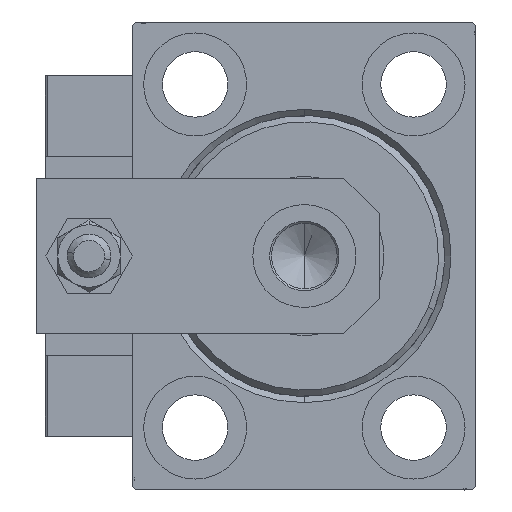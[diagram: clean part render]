
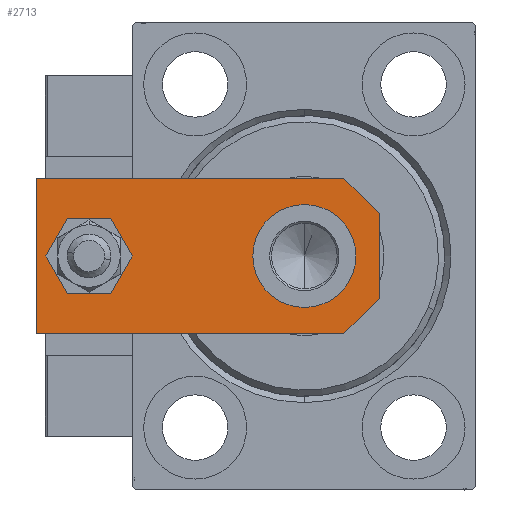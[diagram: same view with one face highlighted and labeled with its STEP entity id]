
A CAD part, left-side view. The second image highlights one B-rep face of the part: STEP entity #2713.
In plain terms, the highlighted face is planar.
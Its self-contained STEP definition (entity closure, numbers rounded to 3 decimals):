
#249 = VERTEX_POINT ( 'NONE', #18657 ) ;
#569 = VERTEX_POINT ( 'NONE', #16486 ) ;
#1739 = DIRECTION ( 'NONE',  ( 1., 0., 0. ) ) ;
#1902 = EDGE_CURVE ( 'NONE', #249, #39708, #16975, .T. ) ;
#2713 = ADVANCED_FACE ( 'NONE', ( #47560, #47063, #43435 ), #11560, .T. ) ;
#3070 = DIRECTION ( 'NONE',  ( 0., 0., 1. ) ) ;
#3737 = LINE ( 'NONE', #10769, #43960 ) ;
#4527 = AXIS2_PLACEMENT_3D ( 'NONE', #42680, #19615, #7660 ) ;
#4963 = LINE ( 'NONE', #20792, #37196 ) ;
#5218 = EDGE_CURVE ( 'NONE', #10346, #19182, #11295, .T. ) ;
#6333 = CARTESIAN_POINT ( 'NONE',  ( -3.42, -3.42, 6. ) ) ;
#6627 = CARTESIAN_POINT ( 'NONE',  ( -12.5, 55., 6. ) ) ;
#7660 = DIRECTION ( 'NONE',  ( 1., 0., 0. ) ) ;
#7877 = LINE ( 'NONE', #39258, #22851 ) ;
#8554 = ORIENTED_EDGE ( 'NONE', *, *, #14125, .F. ) ;
#8801 = AXIS2_PLACEMENT_3D ( 'NONE', #38593, #3070, #38089 ) ;
#10346 = VERTEX_POINT ( 'NONE', #36657 ) ;
#10769 = CARTESIAN_POINT ( 'NONE',  ( 3.42, -3.42, 6. ) ) ;
#10826 = DIRECTION ( 'NONE',  ( -1., 0., 0. ) ) ;
#11295 = CIRCLE ( 'NONE', #8801, 8.25 ) ;
#11475 = CIRCLE ( 'NONE', #43773, 8.25 ) ;
#11560 = PLANE ( 'NONE',  #4527 ) ;
#12324 = CARTESIAN_POINT ( 'NONE',  ( 12.5, 5.66, 6. ) ) ;
#12576 = ORIENTED_EDGE ( 'NONE', *, *, #30162, .T. ) ;
#12669 = DIRECTION ( 'NONE',  ( 0., 0., 1. ) ) ;
#14125 = EDGE_CURVE ( 'NONE', #19182, #10346, #11475, .T. ) ;
#15184 = CARTESIAN_POINT ( 'NONE',  ( -8.25, 12., 6. ) ) ;
#15432 = DIRECTION ( 'NONE',  ( 1., 0., 0. ) ) ;
#15643 = DIRECTION ( 'NONE',  ( 0., 1., 0. ) ) ;
#15712 = EDGE_LOOP ( 'NONE', ( #8554, #46264 ) ) ;
#16198 = ORIENTED_EDGE ( 'NONE', *, *, #24413, .T. ) ;
#16486 = CARTESIAN_POINT ( 'NONE',  ( -12.5, 5.66, 6. ) ) ;
#16706 = CIRCLE ( 'NONE', #45668, 4. ) ;
#16832 = ORIENTED_EDGE ( 'NONE', *, *, #29662, .T. ) ;
#16975 = CIRCLE ( 'NONE', #45936, 4. ) ;
#17137 = VERTEX_POINT ( 'NONE', #6627 ) ;
#17253 = VERTEX_POINT ( 'NONE', #36134 ) ;
#17771 = VERTEX_POINT ( 'NONE', #23784 ) ;
#18158 = VERTEX_POINT ( 'NONE', #26577 ) ;
#18657 = CARTESIAN_POINT ( 'NONE',  ( 4., 46.5, 6. ) ) ;
#19182 = VERTEX_POINT ( 'NONE', #15184 ) ;
#19210 = EDGE_CURVE ( 'NONE', #17253, #50541, #3737, .T. ) ;
#19231 = CARTESIAN_POINT ( 'NONE',  ( 0., 46.5, 6. ) ) ;
#19615 = DIRECTION ( 'NONE',  ( 0., 0., 1. ) ) ;
#20792 = CARTESIAN_POINT ( 'NONE',  ( 12.5, 0., 6. ) ) ;
#21600 = DIRECTION ( 'NONE',  ( 0., -1., 0. ) ) ;
#22780 = VECTOR ( 'NONE', #50144, 1000. ) ;
#22851 = VECTOR ( 'NONE', #15432, 1000. ) ;
#23784 = CARTESIAN_POINT ( 'NONE',  ( 12.5, 55., 6. ) ) ;
#23869 = ORIENTED_EDGE ( 'NONE', *, *, #47413, .F. ) ;
#24333 = DIRECTION ( 'NONE',  ( 1., 0., 0. ) ) ;
#24413 = EDGE_CURVE ( 'NONE', #569, #18158, #25795, .T. ) ;
#24959 = CARTESIAN_POINT ( 'NONE',  ( -12.5, 55., 6. ) ) ;
#25795 = LINE ( 'NONE', #6333, #22780 ) ;
#26577 = CARTESIAN_POINT ( 'NONE',  ( -6.84, 0., 6. ) ) ;
#26978 = VECTOR ( 'NONE', #21600, 1000. ) ;
#28960 = CARTESIAN_POINT ( 'NONE',  ( 0., 46.5, 6. ) ) ;
#29662 = EDGE_CURVE ( 'NONE', #18158, #17253, #7877, .T. ) ;
#30162 = EDGE_CURVE ( 'NONE', #17771, #17137, #42458, .T. ) ;
#35762 = CARTESIAN_POINT ( 'NONE',  ( 0., 12., 6. ) ) ;
#36134 = CARTESIAN_POINT ( 'NONE',  ( 6.84, 0., 6. ) ) ;
#36657 = CARTESIAN_POINT ( 'NONE',  ( 8.25, 12., 6. ) ) ;
#36794 = ORIENTED_EDGE ( 'NONE', *, *, #19210, .T. ) ;
#37196 = VECTOR ( 'NONE', #15643, 1000. ) ;
#38089 = DIRECTION ( 'NONE',  ( 1., 0., 0. ) ) ;
#38593 = CARTESIAN_POINT ( 'NONE',  ( 0., 12., 6. ) ) ;
#38929 = ORIENTED_EDGE ( 'NONE', *, *, #49931, .T. ) ;
#39258 = CARTESIAN_POINT ( 'NONE',  ( -12.5, 0., 6. ) ) ;
#39708 = VERTEX_POINT ( 'NONE', #48240 ) ;
#40222 = VECTOR ( 'NONE', #10826, 1000. ) ;
#41101 = EDGE_CURVE ( 'NONE', #50541, #17771, #4963, .T. ) ;
#41731 = ORIENTED_EDGE ( 'NONE', *, *, #1902, .F. ) ;
#41949 = CARTESIAN_POINT ( 'NONE',  ( 12.5, 55., 6. ) ) ;
#42039 = DIRECTION ( 'NONE',  ( 0., 0., 1. ) ) ;
#42189 = EDGE_LOOP ( 'NONE', ( #38929, #16198, #16832, #36794, #44149, #12576 ) ) ;
#42301 = DIRECTION ( 'NONE',  ( 1., 0., 0. ) ) ;
#42403 = DIRECTION ( 'NONE',  ( 0.707, 0.707, 0. ) ) ;
#42458 = LINE ( 'NONE', #41949, #40222 ) ;
#42680 = CARTESIAN_POINT ( 'NONE',  ( 0., 0., 6. ) ) ;
#43435 = FACE_BOUND ( 'NONE', #15712, .T. ) ;
#43773 = AXIS2_PLACEMENT_3D ( 'NONE', #35762, #12669, #24333 ) ;
#43960 = VECTOR ( 'NONE', #42403, 1000. ) ;
#44149 = ORIENTED_EDGE ( 'NONE', *, *, #41101, .T. ) ;
#44670 = LINE ( 'NONE', #24959, #26978 ) ;
#44781 = DIRECTION ( 'NONE',  ( 0., 0., 1. ) ) ;
#45668 = AXIS2_PLACEMENT_3D ( 'NONE', #28960, #44781, #1739 ) ;
#45936 = AXIS2_PLACEMENT_3D ( 'NONE', #19231, #42039, #42301 ) ;
#46264 = ORIENTED_EDGE ( 'NONE', *, *, #5218, .F. ) ;
#47063 = FACE_OUTER_BOUND ( 'NONE', #42189, .T. ) ;
#47413 = EDGE_CURVE ( 'NONE', #39708, #249, #16706, .T. ) ;
#47560 = FACE_BOUND ( 'NONE', #51226, .T. ) ;
#48240 = CARTESIAN_POINT ( 'NONE',  ( -4., 46.5, 6. ) ) ;
#49931 = EDGE_CURVE ( 'NONE', #17137, #569, #44670, .T. ) ;
#50144 = DIRECTION ( 'NONE',  ( 0.707, -0.707, 0. ) ) ;
#50541 = VERTEX_POINT ( 'NONE', #12324 ) ;
#51226 = EDGE_LOOP ( 'NONE', ( #23869, #41731 ) ) ;
